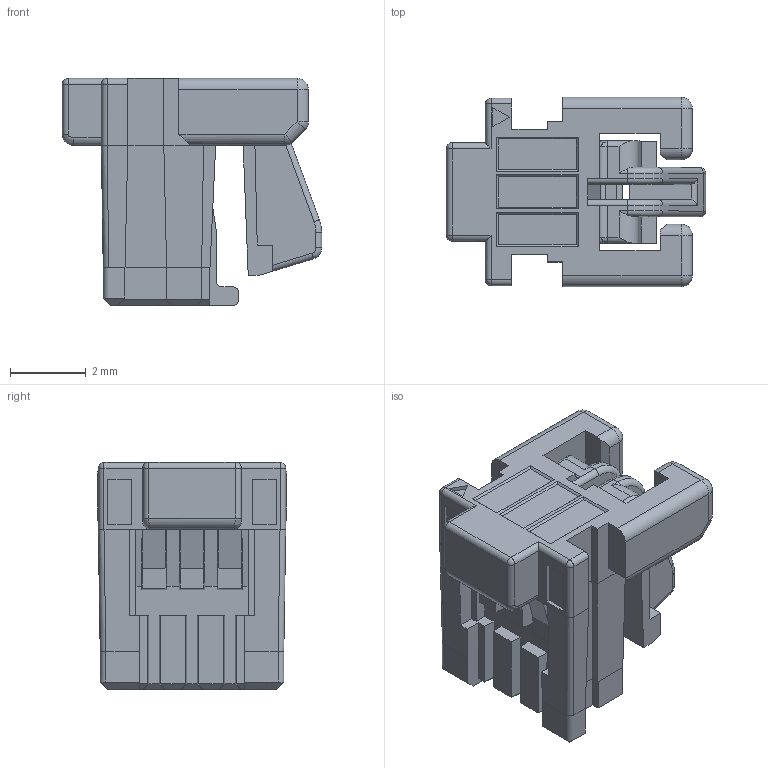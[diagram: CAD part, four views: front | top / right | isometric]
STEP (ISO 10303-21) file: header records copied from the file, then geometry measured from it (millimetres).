
FILE_DESCRIPTION(('CoCreate Modeling STEP Export'),'2;1');
FILE_NAME('DF50A-3S-1C.stp','2014-07-30T16:17:42',(''),(''),'CoCreate Modeling STEP processor for AP214 (Solid Model)','CoCreate Modeling 17.0 01-Apr-2010 (C) Parametric Technology GmbH','');
FILE_SCHEMA(('AUTOMOTIVE_DESIGN { 1 0 10303 214 1 1 1 1 }'));
Length unit declared in the file: millimetre
Products named in the file (1): DF50A-3S-1C
Bounding box: 6.85 x 5 x 6 mm (x, y, z)
Volume: 83.3 mm3; surface area: 234.2 mm2
Topology: 1 solids, 1 shells, 319 faces, 838 edges, 513 vertices
Faces by surface type: plane 227, cylinder 64, sphere 12, torus 8, bspline 8
Entity records: 10243 total; most frequent: CARTESIAN_POINT 2579, ORIENTED_EDGE 1652, DIRECTION 1495, EDGE_CURVE 826, VECTOR 649, LINE 649, VERTEX_POINT 513, AXIS2_PLACEMENT_3D 423
